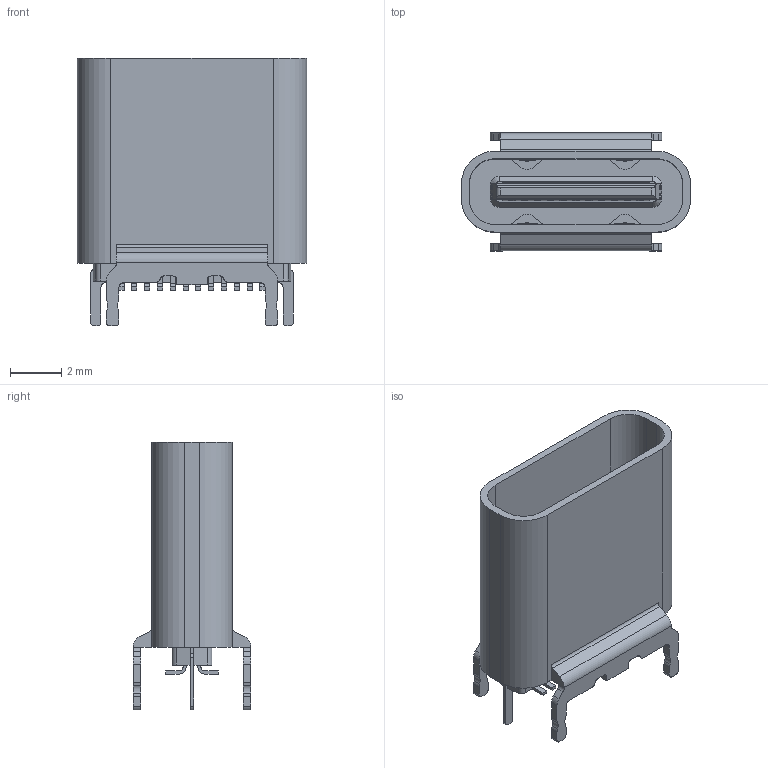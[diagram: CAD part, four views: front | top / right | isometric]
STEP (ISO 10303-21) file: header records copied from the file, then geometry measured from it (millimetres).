
FILE_DESCRIPTION(/* description */ (''),/* implementation_level */ '2;1');
FILE_NAME(/* name */ '2047110001wbm000_01_214.stp',/* time_stamp */ '2023-03-20T08:49:25+05:00',/* author */ (''),/* organization */ (''),/* preprocessor_version */ 'ST-DEVELOPER v16.7',/* originating_system */ 'SIEMENS PLM Software NX 1919',/* authorisation */ '');
FILE_SCHEMA (('AUTOMOTIVE_DESIGN { 1 0 10303 214 3 1 1 1 }'));
Length unit declared in the file: millimetre
Products named in the file (1): 2047110001wbm000_01
Bounding box: 8.94 x 4.6 x 10.45 mm (x, y, z)
Volume: 125.2 mm3; surface area: 501.1 mm2
Topology: 1 solids, 1 shells, 686 faces, 1908 edges, 1238 vertices
Faces by surface type: plane 406, cylinder 244, bspline 16, sphere 16, cone 4
Entity records: 22153 total; most frequent: CARTESIAN_POINT 4346, ORIENTED_EDGE 3784, DIRECTION 3666, EDGE_CURVE 1892, LINE 1362, VECTOR 1362, VERTEX_POINT 1238, AXIS2_PLACEMENT_3D 1152
